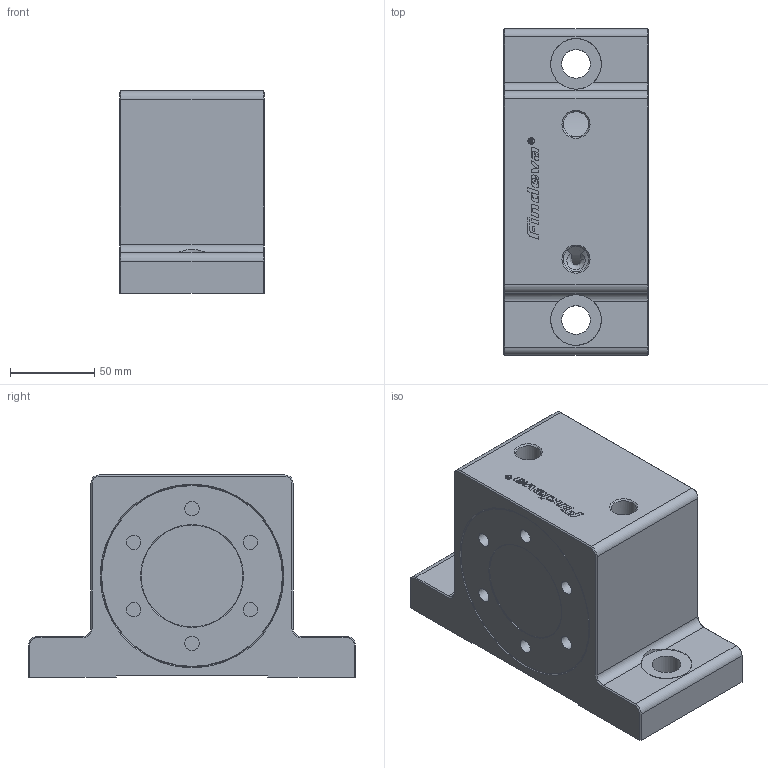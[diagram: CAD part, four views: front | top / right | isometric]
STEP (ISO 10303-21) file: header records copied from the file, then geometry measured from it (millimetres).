
FILE_DESCRIPTION((''),'2;1');
FILE_NAME('8048-00-M.stp','2012-03-29T10:45:23',('Petr'),(''),'Autodesk Inventor 2011','Autodesk Inventor 2011','');
FILE_SCHEMA(('CONFIG_CONTROL_DESIGN'));
Length unit declared in the file: millimetre
Products named in the file (1): 8048-00-M
Bounding box: 86 x 194 x 120 mm (x, y, z)
Volume: 1350158.5 mm3; surface area: 103508.4 mm2
Topology: 1 solids, 3 shells, 287 faces, 718 edges, 475 vertices
Faces by surface type: plane 180, cylinder 76, cone 19, bspline 10, torus 2
Full cylindrical faces by diameter (mm): 3.54 x1, 3.936 x1, 8.5 x12, 14.95 x2, 17 x2, 30 x2, 52 x2, 61 x2, 62 x2
Entity records: 8649 total; most frequent: CARTESIAN_POINT 1757, DIRECTION 1357, ORIENTED_EDGE 1324, EDGE_CURVE 662, VECTOR 465, LINE 465, VERTEX_POINT 453, AXIS2_PLACEMENT_3D 446
